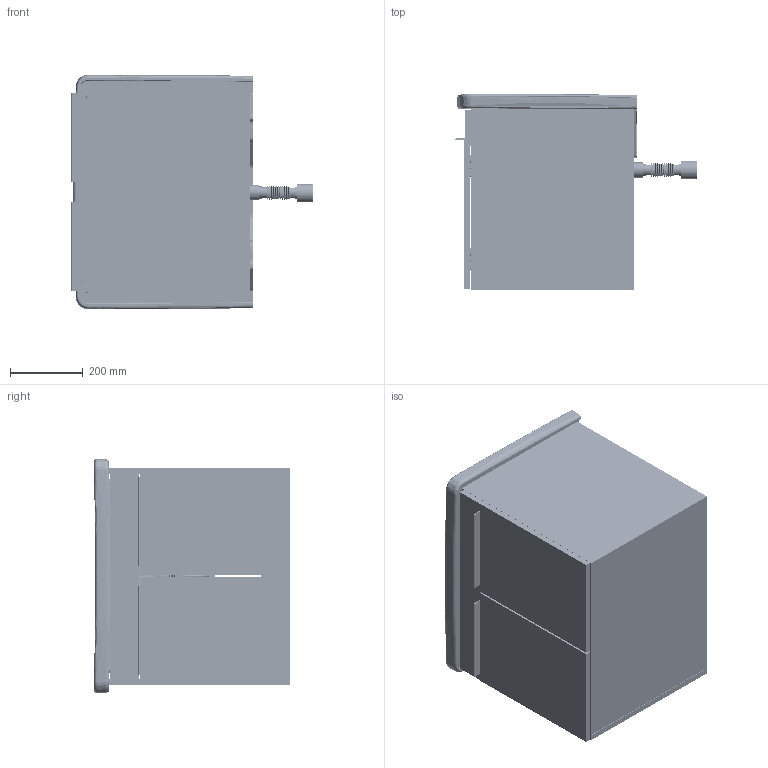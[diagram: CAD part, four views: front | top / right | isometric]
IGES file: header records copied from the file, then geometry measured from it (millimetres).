
Start section: SolidWorks IGES file using analytic representation for surfaces
Global section: file name: 62539+62540+62541 Quadrum 60 cm kapakli lv dl..IGS; native system: SolidWorks 2018; preprocessor: SolidWorks 2018; author: nergis.ozcan; date: 190228.093749; units: millimetre
Bounding box: 665.12 x 539.49 x 645.92 mm (x, y, z)
Surface area: 4280931 mm2 (no closed solid volume)
Topology: 0 solids, 0 shells, 13058 faces, 134476 edges, 134186 vertices
Faces by surface type: bspline 8593, revolution 4465
